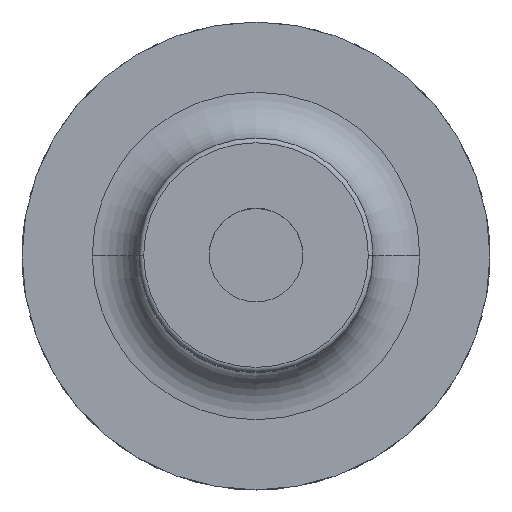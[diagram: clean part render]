
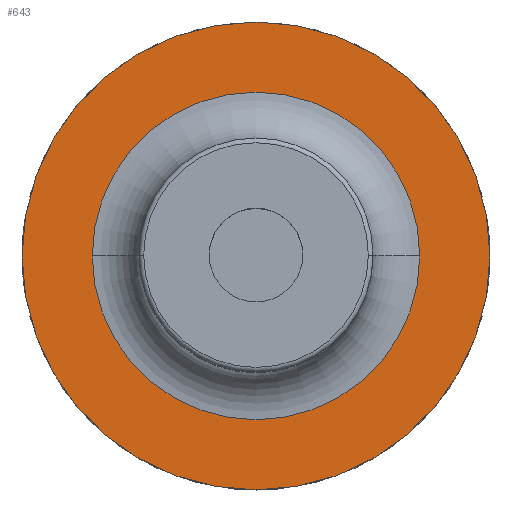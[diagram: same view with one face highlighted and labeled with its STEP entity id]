
A CAD part, top view. The second image highlights one B-rep face of the part: STEP entity #643.
In plain terms, the highlighted planar face has unit normal (0, 0, 1).
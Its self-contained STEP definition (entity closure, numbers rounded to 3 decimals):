
#14 = EDGE_CURVE ( 'NONE', #1631, #1102, #261, .T. ) ;
#17 = CARTESIAN_POINT ( 'NONE',  ( 0., 0., 38. ) ) ;
#59 = FACE_OUTER_BOUND ( 'NONE', #567, .T. ) ;
#130 = CIRCLE ( 'NONE', #884, 50. ) ;
#139 = CARTESIAN_POINT ( 'NONE',  ( 0., 0., 38. ) ) ;
#204 = DIRECTION ( 'NONE',  ( 0., 0., -1. ) ) ;
#230 = CARTESIAN_POINT ( 'NONE',  ( 0., 0., 38. ) ) ;
#261 = CIRCLE ( 'NONE', #1077, 50. ) ;
#283 = CIRCLE ( 'NONE', #1604, 35. ) ;
#350 = DIRECTION ( 'NONE',  ( -1., 0., 0. ) ) ;
#413 = VERTEX_POINT ( 'NONE', #1670 ) ;
#461 = PLANE ( 'NONE',  #733 ) ;
#462 = FACE_BOUND ( 'NONE', #650, .T. ) ;
#558 = EDGE_CURVE ( 'NONE', #1102, #1631, #130, .T. ) ;
#567 = EDGE_LOOP ( 'NONE', ( #744, #1473 ) ) ;
#596 = EDGE_CURVE ( 'NONE', #1645, #413, #649, .T. ) ;
#621 = DIRECTION ( 'NONE',  ( -1., 0., 0. ) ) ;
#643 = ADVANCED_FACE ( 'NONE', ( #462, #59 ), #461, .F. ) ;
#649 = CIRCLE ( 'NONE', #1432, 35. ) ;
#650 = EDGE_LOOP ( 'NONE', ( #868, #1687 ) ) ;
#733 = AXIS2_PLACEMENT_3D ( 'NONE', #772, #1736, #621 ) ;
#740 = CARTESIAN_POINT ( 'NONE',  ( 50., 0., 38. ) ) ;
#744 = ORIENTED_EDGE ( 'NONE', *, *, #14, .F. ) ;
#772 = CARTESIAN_POINT ( 'NONE',  ( 0., 0., 38. ) ) ;
#799 = EDGE_CURVE ( 'NONE', #413, #1645, #283, .T. ) ;
#868 = ORIENTED_EDGE ( 'NONE', *, *, #799, .T. ) ;
#884 = AXIS2_PLACEMENT_3D ( 'NONE', #1419, #1555, #961 ) ;
#961 = DIRECTION ( 'NONE',  ( -1., 0., 0. ) ) ;
#984 = CARTESIAN_POINT ( 'NONE',  ( 35., 0., 38. ) ) ;
#999 = CARTESIAN_POINT ( 'NONE',  ( -50., 0., 38. ) ) ;
#1077 = AXIS2_PLACEMENT_3D ( 'NONE', #139, #1301, #1722 ) ;
#1102 = VERTEX_POINT ( 'NONE', #740 ) ;
#1199 = DIRECTION ( 'NONE',  ( -1., 0., 0. ) ) ;
#1214 = DIRECTION ( 'NONE',  ( 0., 0., -1. ) ) ;
#1301 = DIRECTION ( 'NONE',  ( 0., 0., -1. ) ) ;
#1419 = CARTESIAN_POINT ( 'NONE',  ( 0., 0., 38. ) ) ;
#1432 = AXIS2_PLACEMENT_3D ( 'NONE', #17, #204, #1199 ) ;
#1473 = ORIENTED_EDGE ( 'NONE', *, *, #558, .F. ) ;
#1555 = DIRECTION ( 'NONE',  ( 0., 0., -1. ) ) ;
#1604 = AXIS2_PLACEMENT_3D ( 'NONE', #230, #1214, #350 ) ;
#1631 = VERTEX_POINT ( 'NONE', #999 ) ;
#1645 = VERTEX_POINT ( 'NONE', #984 ) ;
#1670 = CARTESIAN_POINT ( 'NONE',  ( -35., 0., 38. ) ) ;
#1687 = ORIENTED_EDGE ( 'NONE', *, *, #596, .T. ) ;
#1722 = DIRECTION ( 'NONE',  ( -1., 0., 0. ) ) ;
#1736 = DIRECTION ( 'NONE',  ( 0., 0., -1. ) ) ;
